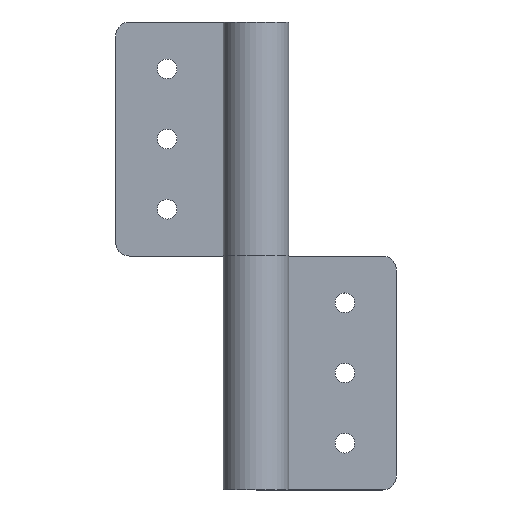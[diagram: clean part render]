
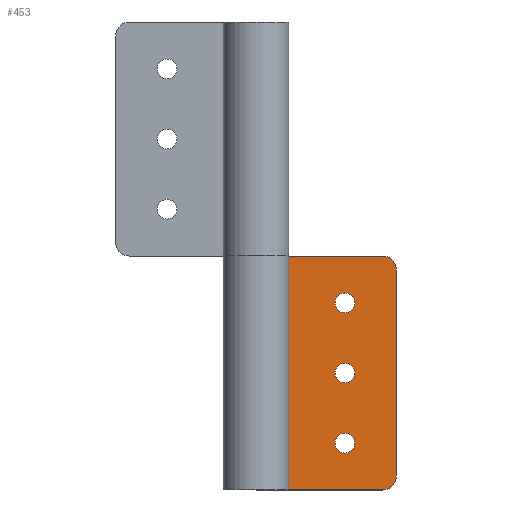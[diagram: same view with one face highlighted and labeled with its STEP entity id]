
A CAD part, top view. The second image highlights one B-rep face of the part: STEP entity #453.
In plain terms, the highlighted planar face has unit normal (0, 0, 1).
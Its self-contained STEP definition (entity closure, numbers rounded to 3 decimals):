
#29 = VERTEX_POINT ( 'NONE', #746 ) ;
#31 = EDGE_CURVE ( 'NONE', #103, #29, #925, .T. ) ;
#32 = VERTEX_POINT ( 'NONE', #920 ) ;
#33 = EDGE_CURVE ( 'NONE', #32, #37, #919, .T. ) ;
#37 = VERTEX_POINT ( 'NONE', #913 ) ;
#40 = VERTEX_POINT ( 'NONE', #904 ) ;
#41 = ORIENTED_EDGE ( 'NONE', *, *, #530, .T. ) ;
#43 = EDGE_CURVE ( 'NONE', #40, #45, #745, .T. ) ;
#44 = ORIENTED_EDGE ( 'NONE', *, *, #43, .F. ) ;
#45 = VERTEX_POINT ( 'NONE', #741 ) ;
#46 = EDGE_CURVE ( 'NONE', #472, #45, #740, .T. ) ;
#47 = ORIENTED_EDGE ( 'NONE', *, *, #46, .T. ) ;
#48 = ORIENTED_EDGE ( 'NONE', *, *, #58, .T. ) ;
#52 = VERTEX_POINT ( 'NONE', #735 ) ;
#57 = EDGE_CURVE ( 'NONE', #32, #52, #734, .T. ) ;
#58 = EDGE_CURVE ( 'NONE', #52, #472, #808, .T. ) ;
#73 = VERTEX_POINT ( 'NONE', #865 ) ;
#75 = EDGE_CURVE ( 'NONE', #92, #93, #864, .T. ) ;
#92 = VERTEX_POINT ( 'NONE', #831 ) ;
#93 = VERTEX_POINT ( 'NONE', #830 ) ;
#97 = EDGE_CURVE ( 'NONE', #73, #98, #827, .T. ) ;
#98 = VERTEX_POINT ( 'NONE', #818 ) ;
#103 = VERTEX_POINT ( 'NONE', #809 ) ;
#445 = ORIENTED_EDGE ( 'NONE', *, *, #31, .F. ) ;
#446 = EDGE_LOOP ( 'NONE', ( #447, #449 ) ) ;
#447 = ORIENTED_EDGE ( 'NONE', *, *, #448, .F. ) ;
#448 = EDGE_CURVE ( 'NONE', #98, #73, #969, .T. ) ;
#449 = ORIENTED_EDGE ( 'NONE', *, *, #97, .F. ) ;
#450 = EDGE_LOOP ( 'NONE', ( #456, #458 ) ) ;
#453 = ADVANCED_FACE ( 'NONE', ( #960, #959, #958, #957 ), #956, .F. ) ;
#456 = ORIENTED_EDGE ( 'NONE', *, *, #457, .F. ) ;
#457 = EDGE_CURVE ( 'NONE', #93, #92, #951, .T. ) ;
#458 = ORIENTED_EDGE ( 'NONE', *, *, #75, .F. ) ;
#459 = EDGE_LOOP ( 'NONE', ( #48, #47, #44, #41, #551, #533 ) ) ;
#468 = EDGE_LOOP ( 'NONE', ( #469, #445 ) ) ;
#469 = ORIENTED_EDGE ( 'NONE', *, *, #470, .F. ) ;
#470 = EDGE_CURVE ( 'NONE', #29, #103, #576, .T. ) ;
#472 = VERTEX_POINT ( 'NONE', #571 ) ;
#530 = EDGE_CURVE ( 'NONE', #40, #37, #611, .T. ) ;
#533 = ORIENTED_EDGE ( 'NONE', *, *, #57, .T. ) ;
#551 = ORIENTED_EDGE ( 'NONE', *, *, #33, .F. ) ;
#571 = CARTESIAN_POINT ( 'NONE',  ( 27., 0., -4.5 ) ) ;
#572 = DIRECTION ( 'NONE',  ( 1., 0., 0. ) ) ;
#573 = DIRECTION ( 'NONE',  ( 0., 0., 1. ) ) ;
#574 = CARTESIAN_POINT ( 'NONE',  ( 19., 10., -4.5 ) ) ;
#575 = AXIS2_PLACEMENT_3D ( 'NONE', #574, #573, #572 ) ;
#576 = CIRCLE ( 'NONE', #575, 2.1 ) ;
#609 = CARTESIAN_POINT ( 'NONE',  ( 27., 47., -4.5 ) ) ;
#610 = AXIS2_PLACEMENT_3D ( 'NONE', #609, #613, #612 ) ;
#611 = CIRCLE ( 'NONE', #610, 3. ) ;
#612 = DIRECTION ( 'NONE',  ( -1., 0., 0. ) ) ;
#613 = DIRECTION ( 'NONE',  ( 0., 0., 1. ) ) ;
#731 = DIRECTION ( 'NONE',  ( 0., -1., 0. ) ) ;
#732 = VECTOR ( 'NONE', #731, 1000. ) ;
#733 = CARTESIAN_POINT ( 'NONE',  ( 5.362, 50., -4.5 ) ) ;
#734 = LINE ( 'NONE', #733, #732 ) ;
#735 = CARTESIAN_POINT ( 'NONE',  ( 5.362, 0., -4.5 ) ) ;
#736 = DIRECTION ( 'NONE',  ( -1., 0., 0. ) ) ;
#737 = DIRECTION ( 'NONE',  ( 0., 0., 1. ) ) ;
#738 = CARTESIAN_POINT ( 'NONE',  ( 27., 3., -4.5 ) ) ;
#739 = AXIS2_PLACEMENT_3D ( 'NONE', #738, #737, #736 ) ;
#740 = CIRCLE ( 'NONE', #739, 3. ) ;
#741 = CARTESIAN_POINT ( 'NONE',  ( 30., 3., -4.5 ) ) ;
#742 = DIRECTION ( 'NONE',  ( 0., -1., 0. ) ) ;
#743 = VECTOR ( 'NONE', #742, 1000. ) ;
#744 = CARTESIAN_POINT ( 'NONE',  ( 30., 50., -4.5 ) ) ;
#745 = LINE ( 'NONE', #744, #743 ) ;
#746 = CARTESIAN_POINT ( 'NONE',  ( 21.1, 10., -4.5 ) ) ;
#805 = DIRECTION ( 'NONE',  ( 1., 0., 0. ) ) ;
#806 = VECTOR ( 'NONE', #805, 1000. ) ;
#807 = CARTESIAN_POINT ( 'NONE',  ( 30., 0., -4.5 ) ) ;
#808 = LINE ( 'NONE', #807, #806 ) ;
#809 = CARTESIAN_POINT ( 'NONE',  ( 16.9, 10., -4.5 ) ) ;
#818 = CARTESIAN_POINT ( 'NONE',  ( 21.1, 25., -4.5 ) ) ;
#819 = DIRECTION ( 'NONE',  ( 1., 0., 0. ) ) ;
#820 = DIRECTION ( 'NONE',  ( 0., 0., 1. ) ) ;
#821 = CARTESIAN_POINT ( 'NONE',  ( 19., 25., -4.5 ) ) ;
#822 = AXIS2_PLACEMENT_3D ( 'NONE', #821, #820, #819 ) ;
#827 = CIRCLE ( 'NONE', #822, 2.1 ) ;
#830 = CARTESIAN_POINT ( 'NONE',  ( 21.1, 40., -4.5 ) ) ;
#831 = CARTESIAN_POINT ( 'NONE',  ( 16.9, 40., -4.5 ) ) ;
#860 = DIRECTION ( 'NONE',  ( 1., 0., 0. ) ) ;
#861 = DIRECTION ( 'NONE',  ( 0., 0., 1. ) ) ;
#862 = CARTESIAN_POINT ( 'NONE',  ( 19., 40., -4.5 ) ) ;
#863 = AXIS2_PLACEMENT_3D ( 'NONE', #862, #861, #860 ) ;
#864 = CIRCLE ( 'NONE', #863, 2.1 ) ;
#865 = CARTESIAN_POINT ( 'NONE',  ( 16.9, 25., -4.5 ) ) ;
#904 = CARTESIAN_POINT ( 'NONE',  ( 30., 47., -4.5 ) ) ;
#913 = CARTESIAN_POINT ( 'NONE',  ( 27., 50., -4.5 ) ) ;
#916 = DIRECTION ( 'NONE',  ( 1., 0., 0. ) ) ;
#917 = VECTOR ( 'NONE', #916, 1000. ) ;
#918 = CARTESIAN_POINT ( 'NONE',  ( 30., 50., -4.5 ) ) ;
#919 = LINE ( 'NONE', #918, #917 ) ;
#920 = CARTESIAN_POINT ( 'NONE',  ( 5.362, 50., -4.5 ) ) ;
#921 = DIRECTION ( 'NONE',  ( 1., 0., 0. ) ) ;
#922 = DIRECTION ( 'NONE',  ( 0., 0., 1. ) ) ;
#923 = CARTESIAN_POINT ( 'NONE',  ( 19., 10., -4.5 ) ) ;
#924 = AXIS2_PLACEMENT_3D ( 'NONE', #923, #922, #921 ) ;
#925 = CIRCLE ( 'NONE', #924, 2.1 ) ;
#947 = DIRECTION ( 'NONE',  ( 1., 0., 0. ) ) ;
#948 = DIRECTION ( 'NONE',  ( 0., 0., 1. ) ) ;
#949 = CARTESIAN_POINT ( 'NONE',  ( 19., 40., -4.5 ) ) ;
#950 = AXIS2_PLACEMENT_3D ( 'NONE', #949, #948, #947 ) ;
#951 = CIRCLE ( 'NONE', #950, 2.1 ) ;
#952 = DIRECTION ( 'NONE',  ( -1., 0., 0. ) ) ;
#953 = DIRECTION ( 'NONE',  ( 0., 0., -1. ) ) ;
#954 = CARTESIAN_POINT ( 'NONE',  ( 30., 50., -4.5 ) ) ;
#955 = AXIS2_PLACEMENT_3D ( 'NONE', #954, #953, #952 ) ;
#956 = PLANE ( 'NONE',  #955 ) ;
#957 = FACE_OUTER_BOUND ( 'NONE', #459, .T. ) ;
#958 = FACE_BOUND ( 'NONE', #450, .T. ) ;
#959 = FACE_BOUND ( 'NONE', #446, .T. ) ;
#960 = FACE_BOUND ( 'NONE', #468, .T. ) ;
#965 = DIRECTION ( 'NONE',  ( 1., 0., 0. ) ) ;
#966 = DIRECTION ( 'NONE',  ( 0., 0., 1. ) ) ;
#967 = CARTESIAN_POINT ( 'NONE',  ( 19., 25., -4.5 ) ) ;
#968 = AXIS2_PLACEMENT_3D ( 'NONE', #967, #966, #965 ) ;
#969 = CIRCLE ( 'NONE', #968, 2.1 ) ;
